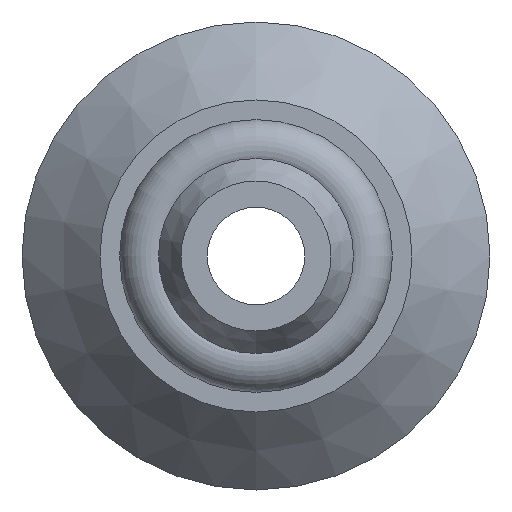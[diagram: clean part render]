
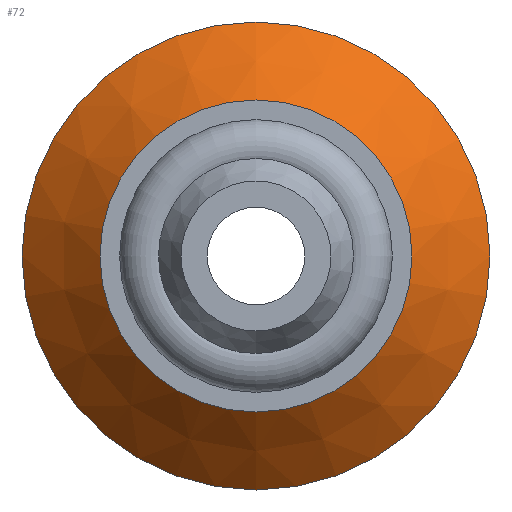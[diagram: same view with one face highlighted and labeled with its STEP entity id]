
A CAD part, front view. The second image highlights one B-rep face of the part: STEP entity #72.
In plain terms, the highlighted conical face has half-angle 45 degrees and reference radius 4 mm.
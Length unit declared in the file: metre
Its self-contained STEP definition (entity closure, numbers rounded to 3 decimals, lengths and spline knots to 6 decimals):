
#72 = ADVANCED_FACE( 'NONE', ( #169, #170 ), #171, .T. );
#169 = FACE_OUTER_BOUND( '', #308, .T. );
#170 = FACE_BOUND( '', #309, .T. );
#171 = CONICAL_SURFACE( '', #310, 0.004, 0.785 );
#308 = EDGE_LOOP( '', ( #463 ) );
#309 = EDGE_LOOP( '', ( #464 ) );
#310 = AXIS2_PLACEMENT_3D( '', #465, #466, #467 );
#463 = ORIENTED_EDGE( '', *, *, #694, .T. );
#464 = ORIENTED_EDGE( '', *, *, #695, .F. );
#465 = CARTESIAN_POINT( '', ( 0., 0.005, 0. ) );
#466 = DIRECTION( '', ( 0., 1., 0. ) );
#467 = DIRECTION( '', ( 0., 0., 1. ) );
#694 = EDGE_CURVE( 'NONE', #797, #797, #798, .T. );
#695 = EDGE_CURVE( 'NONE', #799, #799, #800, .T. );
#797 = VERTEX_POINT( '', #944 );
#798 = CIRCLE( '', #945, 0.006 );
#799 = VERTEX_POINT( '', #946 );
#800 = CIRCLE( '', #947, 0.004 );
#944 = CARTESIAN_POINT( '', ( 0., 0.007, -0.006 ) );
#945 = AXIS2_PLACEMENT_3D( '', #1115, #1116, #1117 );
#946 = CARTESIAN_POINT( '', ( 0., 0.005, -0.004 ) );
#947 = AXIS2_PLACEMENT_3D( '', #1118, #1119, #1120 );
#1115 = CARTESIAN_POINT( '', ( 0., 0.007, 0. ) );
#1116 = DIRECTION( '', ( 0., -1., 0. ) );
#1117 = DIRECTION( '', ( 0., 0., -1. ) );
#1118 = CARTESIAN_POINT( '', ( 0., 0.005, 0. ) );
#1119 = DIRECTION( '', ( 0., -1., 0. ) );
#1120 = DIRECTION( '', ( 0., 0., -1. ) );
